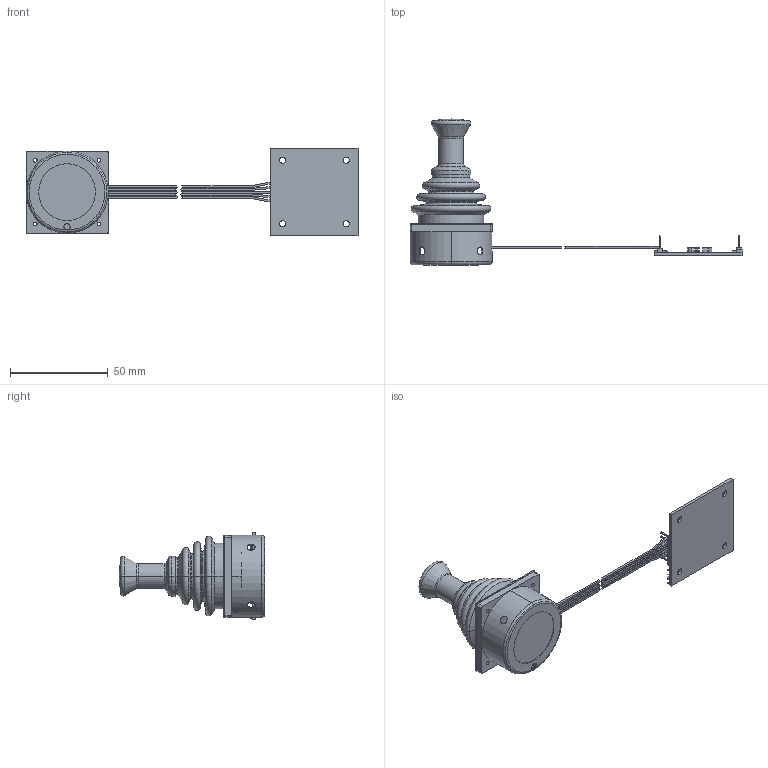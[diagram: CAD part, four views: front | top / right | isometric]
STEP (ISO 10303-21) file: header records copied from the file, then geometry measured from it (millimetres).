
FILE_DESCRIPTION (( 'STEP AP214' ), '1' );
FILE_NAME ('761736-3D F10X0-N54.STEP', '2014-07-30T15:36:29', ( 'akali' ), ( 'Microsoft' ), 'SwSTEP 2.0', 'SolidWorks 2014', '' );
FILE_SCHEMA (( 'AUTOMOTIVE_DESIGN' ));
Length unit declared in the file: inch
Products named in the file (12): A161647-2-3D - Cover for F1000-3D; A241668-3D-Sales Boot For F1000-3D; B111650-3D-Sales Bearing Support-3D; A111651-X-3D-Sales  F1000 Square Body; 761736-3D F10X0-N54; A101652-X-3D N54 Mini Knob-3D; F1000 Assm with CTI 27 card 3D; CTI 27 and Ribbon Cable-3D; Wire  for joystick assm-3D; CTI-27  Card 3D; F Series Joystick Module-3D; Gasket for F1000 Cover-3D
Assembly tree (12 placements, depth 4):
  761736-3D F10X0-N54
    F1000 Assm with CTI 27 card 3D
      F Series Joystick Module-3D
        A111651-X-3D-Sales  F1000 Square Body
        B111650-3D-Sales Bearing Support-3D
        A241668-3D-Sales Boot For F1000-3D
        A161647-2-3D - Cover for F1000-3D
        Gasket for F1000 Cover-3D
      Gasket for F1000 Cover-3D
      CTI 27 and Ribbon Cable-3D
        CTI-27  Card 3D
        Wire  for joystick assm-3D
    A101652-X-3D N54 Mini Knob-3D
Bounding box: 169.43 x 74.5 x 44.45 mm (x, y, z)
Volume: 32783.7 mm3; surface area: 38127.8 mm2
Topology: 23 solids, 23 shells, 788 faces, 2003 edges, 1289 vertices
Faces by surface type: plane 479, bspline 151, cylinder 88, torus 40, cone 28, sphere 2
Entity records: 34579 total; most frequent: CARTESIAN_POINT 12631, ORIENTED_EDGE 3982, DIRECTION 3225, EDGE_CURVE 1991, VECTOR 1403, LINE 1403, VERTEX_POINT 1281, AXIS2_PLACEMENT_3D 911
